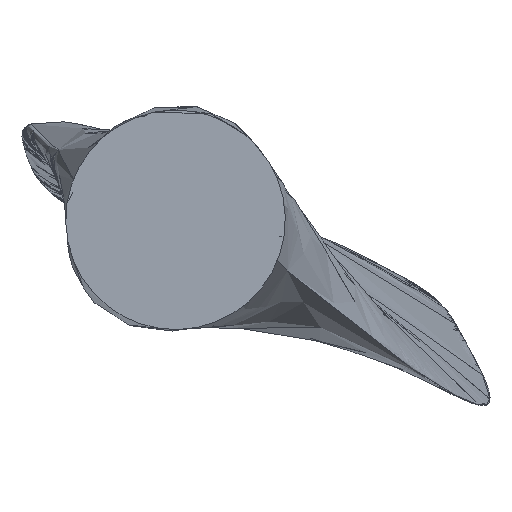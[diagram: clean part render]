
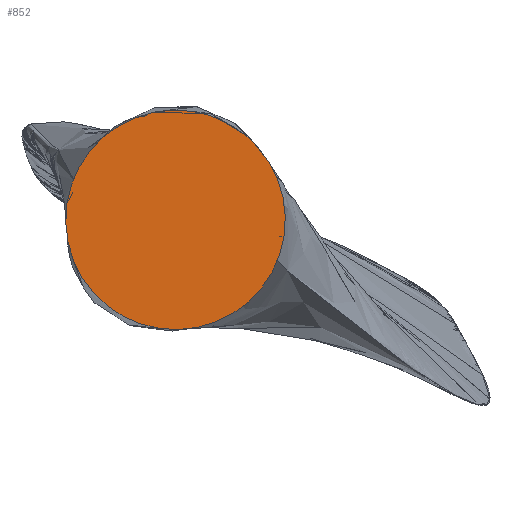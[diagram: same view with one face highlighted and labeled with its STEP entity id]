
A CAD part, top view. The second image highlights one B-rep face of the part: STEP entity #852.
In plain terms, the highlighted planar face has unit normal (0, 0, 1).
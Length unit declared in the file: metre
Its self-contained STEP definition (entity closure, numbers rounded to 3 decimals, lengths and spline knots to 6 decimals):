
#200 = EDGE_LOOP ( 'NONE', ( #3456, #3166 ) ) ;
#246 = CIRCLE ( 'NONE', #2223, 0.018 ) ;
#306 = FACE_OUTER_BOUND ( 'NONE', #200, .T. ) ;
#317 = DIRECTION ( 'NONE',  ( 0., 0., 1. ) ) ;
#558 = DIRECTION ( 'NONE',  ( 1., 0., 0. ) ) ;
#664 = EDGE_CURVE ( 'NONE', #1111, #2455, #727, .T. ) ;
#727 = CIRCLE ( 'NONE', #2704, 0.018 ) ;
#852 = ADVANCED_FACE ( 'NONE', ( #306 ), #3687, .T. ) ;
#860 = EDGE_CURVE ( 'NONE', #2455, #1111, #246, .T. ) ;
#899 = DIRECTION ( 'NONE',  ( 0., 0., 1. ) ) ;
#1111 = VERTEX_POINT ( 'NONE', #1239 ) ;
#1195 = DIRECTION ( 'NONE',  ( 1., 0., 0. ) ) ;
#1239 = CARTESIAN_POINT ( 'NONE',  ( 0.017806, -0.002648, -0.055 ) ) ;
#1564 = AXIS2_PLACEMENT_3D ( 'NONE', #2078, #899, #558 ) ;
#1801 = CARTESIAN_POINT ( 'NONE',  ( 0., 0., -0.055 ) ) ;
#1817 = DIRECTION ( 'NONE',  ( 0., 0., 1. ) ) ;
#2078 = CARTESIAN_POINT ( 'NONE',  ( 0., 0., -0.055 ) ) ;
#2107 = CARTESIAN_POINT ( 'NONE',  ( -0.017806, 0.002648, -0.055 ) ) ;
#2223 = AXIS2_PLACEMENT_3D ( 'NONE', #1801, #317, #1195 ) ;
#2455 = VERTEX_POINT ( 'NONE', #2107 ) ;
#2704 = AXIS2_PLACEMENT_3D ( 'NONE', #3632, #1817, #2756 ) ;
#2756 = DIRECTION ( 'NONE',  ( 1., 0., 0. ) ) ;
#3166 = ORIENTED_EDGE ( 'NONE', *, *, #860, .T. ) ;
#3456 = ORIENTED_EDGE ( 'NONE', *, *, #664, .T. ) ;
#3632 = CARTESIAN_POINT ( 'NONE',  ( 0., 0., -0.055 ) ) ;
#3687 = PLANE ( 'NONE',  #1564 ) ;
